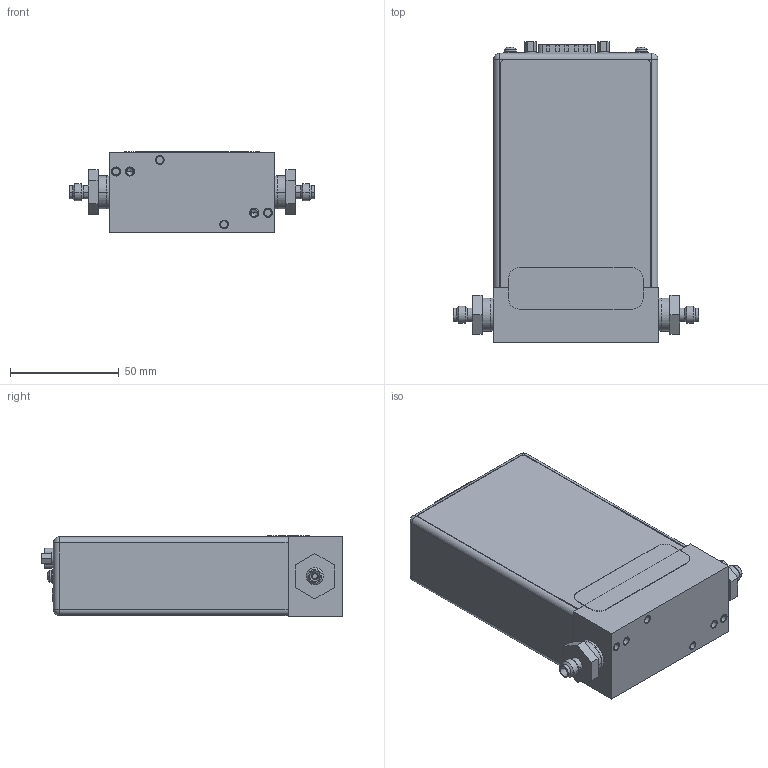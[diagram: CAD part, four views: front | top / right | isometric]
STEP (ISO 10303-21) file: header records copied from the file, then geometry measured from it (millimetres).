
FILE_DESCRIPTION((''),'2;1');
FILE_NAME('GM50A_15-PIN_ANALOG_1-8_TUBE_ASM','2014-09-25T',('cockrofm'),(''),'PRO/ENGINEER BY PARAMETRIC TECHNOLOGY CORPORATION, 2011490','PRO/ENGINEER BY PARAMETRIC TECHNOLOGY CORPORATION, 2011490','');
FILE_SCHEMA(('CONFIG_CONTROL_DESIGN'));
Length unit declared in the file: inch
Products named in the file (28): 118284_LABEL-CE_1; 122676_1; 1041560_BRACKET_1; 1041561_BRACKET_1; 1011702-002_4-40_PAN-HD-SEMS_1; 1046608_PWB_BOARD_1; SQT-PIN_1; SQT-CASE_AF4_1; SQT-125-01-X-S-RA_ANY_ASM_AF0_A_ASM; 1046431_10-PIN_HEADER_ASM_1_ASM; 1046651_20-PIN_CONN_ASM_1_ASM; 171-015-113_1; 1037026_PUSH-BUTTON_1; 1041885_LED_1; 1046609_CCA_ASSY_ASM_1_ASM; 1048311-002_15-PIN_ASM_2_ASM; 1046138-002_1; 160-9715_1; 1016309-003_1; 185-7810_LCKWSHR_1; 160-3779_2; 1042639-001_FRT_1; 119937-P9_SMALL-SINGLE_1; 1007235_CONN_RJ45_1; 1051904_FITTING_1; TEST_ASM_2_ASM; 119085-P1_DUMMY_BLANK; GM50A_15-PIN_ANALOG_1-8_TUBE_ASM
Assembly tree (46 placements, depth 8):
  GM50A_15-PIN_ANALOG_1-8_TUBE_ASM
    TEST_ASM_2_ASM
      118284_LABEL-CE_1
      122676_1
      1048311-002_15-PIN_ASM_2_ASM
        1041560_BRACKET_1
        1041561_BRACKET_1
        1011702-002_4-40_PAN-HD-SEMS_1  x3
        1046609_CCA_ASSY_ASM_1_ASM
          1046608_PWB_BOARD_1
          1046651_20-PIN_CONN_ASM_1_ASM
            1046431_10-PIN_HEADER_ASM_1_ASM  x2
              SQT-125-01-X-S-RA_ANY_ASM_AF0_A_ASM
                SQT-PIN_1  x10
                SQT-CASE_AF4_1
          171-015-113_1
          1037026_PUSH-BUTTON_1
          1041885_LED_1
      1046138-002_1
      1011702-002_4-40_PAN-HD-SEMS_1  x2
      160-9715_1  x2
      1016309-003_1  x2
      185-7810_LCKWSHR_1  x2
      160-3779_2  x2
      1042639-001_FRT_1
      119937-P9_SMALL-SINGLE_1
      1007235_CONN_RJ45_1
      1051904_FITTING_1  x2
    119085-P1_DUMMY_BLANK
Bounding box: 112.78 x 138.35 x 37.16 mm (x, y, z)
Volume: 110459.1 mm3; surface area: 106006 mm2
Topology: 50 solids, 56 shells, 3146 faces, 8247 edges, 5333 vertices
Faces by surface type: plane 2027, cylinder 793, extrusion 144, torus 103, cone 50, sphere 24, bspline 5
Entity records: 48566 total; most frequent: CARTESIAN_POINT 10335, DIRECTION 7875, ORIENTED_EDGE 7660, EDGE_CURVE 3840, VECTOR 2719, LINE 2661, AXIS2_PLACEMENT_3D 2578, VERTEX_POINT 2491
